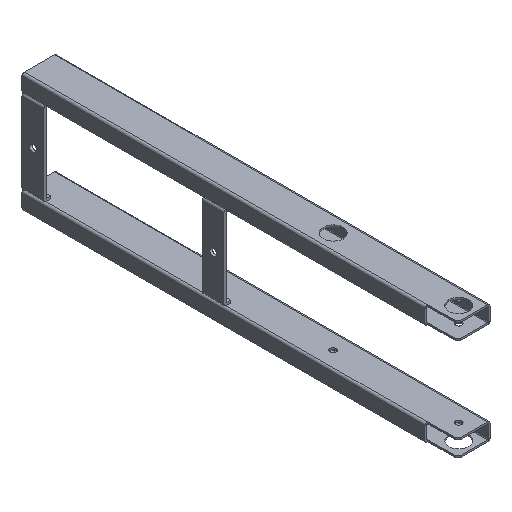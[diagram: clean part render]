
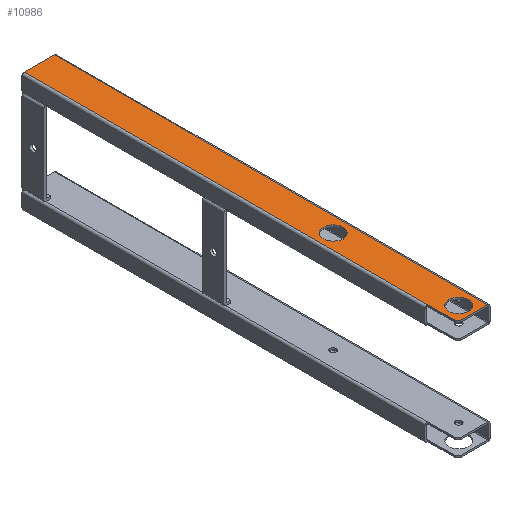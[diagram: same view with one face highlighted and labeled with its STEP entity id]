
A CAD part, isometric view. The second image highlights one B-rep face of the part: STEP entity #10986.
In plain terms, the highlighted planar face has unit normal (0, 0, 1).
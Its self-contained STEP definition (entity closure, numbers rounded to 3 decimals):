
#3155=DIRECTION('',(-1.,0.,0.));
#3156=VECTOR('',#3155,35.);
#3157=CARTESIAN_POINT('',(19.5,-188.5,-775.15));
#3158=LINE('',#3157,#3156);
#3980=DIRECTION('',(-1.,0.,0.));
#3981=VECTOR('',#3980,31.5);
#3982=CARTESIAN_POINT('',(19.5,-688.5,-775.15));
#3983=LINE('',#3982,#3981);
#3984=DIRECTION('',(-0.707,0.707,0.));
#3985=VECTOR('',#3984,4.243);
#3986=CARTESIAN_POINT('',(-12.,-688.5,-775.15));
#3987=LINE('',#3986,#3985);
#3988=DIRECTION('',(0.,1.,0.));
#3989=VECTOR('',#3988,32.);
#3990=CARTESIAN_POINT('',(-15.,-685.5,-775.15));
#3991=LINE('',#3990,#3989);
#3992=CARTESIAN_POINT('',(2.,-672.5,-775.15));
#3993=DIRECTION('',(0.,0.,1.));
#3994=DIRECTION('',(0.,-1.,0.));
#3995=AXIS2_PLACEMENT_3D('',#3992,#3993,#3994);
#3997=CARTESIAN_POINT('',(2.,-672.5,-775.15));
#3998=DIRECTION('',(0.,0.,1.));
#3999=DIRECTION('',(0.,1.,0.));
#4000=AXIS2_PLACEMENT_3D('',#3997,#3998,#3999);
#4002=CARTESIAN_POINT('',(2.,-527.5,-775.15));
#4003=DIRECTION('',(0.,0.,1.));
#4004=DIRECTION('',(0.,-1.,0.));
#4005=AXIS2_PLACEMENT_3D('',#4002,#4003,#4004);
#4007=CARTESIAN_POINT('',(2.,-527.5,-775.15));
#4008=DIRECTION('',(0.,0.,1.));
#4009=DIRECTION('',(0.,1.,0.));
#4010=AXIS2_PLACEMENT_3D('',#4007,#4008,#4009);
#4030=DIRECTION('',(1.,0.,0.));
#4031=VECTOR('',#4030,0.5);
#4032=CARTESIAN_POINT('',(-15.5,-653.5,-775.15));
#4033=LINE('',#4032,#4031);
#4084=DIRECTION('',(0.,-1.,0.));
#4085=VECTOR('',#4084,465.);
#4086=CARTESIAN_POINT('',(-15.5,-188.5,-775.15));
#4087=LINE('',#4086,#4085);
#4116=DIRECTION('',(0.,1.,0.));
#4117=VECTOR('',#4116,500.);
#4118=CARTESIAN_POINT('',(19.5,-688.5,-775.15));
#4119=LINE('',#4118,#4117);
#4685=CARTESIAN_POINT('',(19.5,-688.5,-775.15));
#4687=VERTEX_POINT('',#4685);
#4709=CARTESIAN_POINT('',(-12.,-688.5,-775.15));
#4710=VERTEX_POINT('',#4709);
#4711=CARTESIAN_POINT('',(-15.,-685.5,-775.15));
#4712=VERTEX_POINT('',#4711);
#4713=CARTESIAN_POINT('',(-15.,-653.5,-775.15));
#4714=VERTEX_POINT('',#4713);
#4715=CARTESIAN_POINT('',(-15.5,-653.5,-775.15));
#4716=VERTEX_POINT('',#4715);
#4717=CARTESIAN_POINT('',(19.5,-188.5,-775.15));
#4718=CARTESIAN_POINT('',(-15.5,-188.5,-775.15));
#4719=VERTEX_POINT('',#4717);
#4720=VERTEX_POINT('',#4718);
#4721=CARTESIAN_POINT('',(2.,-684.,-775.15));
#4722=CARTESIAN_POINT('',(2.,-661.,-775.15));
#4723=VERTEX_POINT('',#4721);
#4724=VERTEX_POINT('',#4722);
#4725=CARTESIAN_POINT('',(2.,-539.,-775.15));
#4726=CARTESIAN_POINT('',(2.,-516.,-775.15));
#4727=VERTEX_POINT('',#4725);
#4728=VERTEX_POINT('',#4726);
#10956=CARTESIAN_POINT('',(2.,-438.5,-775.15));
#10957=DIRECTION('',(0.,0.,1.));
#10958=DIRECTION('',(0.,1.,0.));
#10959=AXIS2_PLACEMENT_3D('',#10956,#10957,#10958);
#10960=PLANE('',#10959);
#10961=ORIENTED_EDGE('',*,*,#10891,.T.);
#10963=ORIENTED_EDGE('',*,*,#10962,.T.);
#10964=ORIENTED_EDGE('',*,*,#10946,.T.);
#10966=ORIENTED_EDGE('',*,*,#10965,.F.);
#10968=ORIENTED_EDGE('',*,*,#10967,.F.);
#10969=ORIENTED_EDGE('',*,*,#9793,.F.);
#10971=ORIENTED_EDGE('',*,*,#10970,.F.);
#10972=EDGE_LOOP('',(#10961,#10963,#10964,#10966,#10968,#10969,#10971));
#10973=FACE_OUTER_BOUND('',#10972,.F.);
#10975=ORIENTED_EDGE('',*,*,#10974,.T.);
#10977=ORIENTED_EDGE('',*,*,#10976,.T.);
#10978=EDGE_LOOP('',(#10975,#10977));
#10979=FACE_BOUND('',#10978,.F.);
#10981=ORIENTED_EDGE('',*,*,#10980,.T.);
#10983=ORIENTED_EDGE('',*,*,#10982,.T.);
#10984=EDGE_LOOP('',(#10981,#10983));
#10985=FACE_BOUND('',#10984,.F.);
#10986=ADVANCED_FACE('',(#10973,#10979,#10985),#10960,.T.);
#3996=CIRCLE('',#3995,11.5);
#4001=CIRCLE('',#4000,11.5);
#4006=CIRCLE('',#4005,11.5);
#4011=CIRCLE('',#4010,11.5);
#9793=EDGE_CURVE('',#4719,#4720,#3158,.T.);
#10891=EDGE_CURVE('',#4687,#4710,#3983,.T.);
#10946=EDGE_CURVE('',#4712,#4714,#3991,.T.);
#10962=EDGE_CURVE('',#4710,#4712,#3987,.T.);
#10965=EDGE_CURVE('',#4716,#4714,#4033,.T.);
#10967=EDGE_CURVE('',#4720,#4716,#4087,.T.);
#10970=EDGE_CURVE('',#4687,#4719,#4119,.T.);
#10974=EDGE_CURVE('',#4723,#4724,#3996,.T.);
#10976=EDGE_CURVE('',#4724,#4723,#4001,.T.);
#10980=EDGE_CURVE('',#4727,#4728,#4006,.T.);
#10982=EDGE_CURVE('',#4728,#4727,#4011,.T.);
